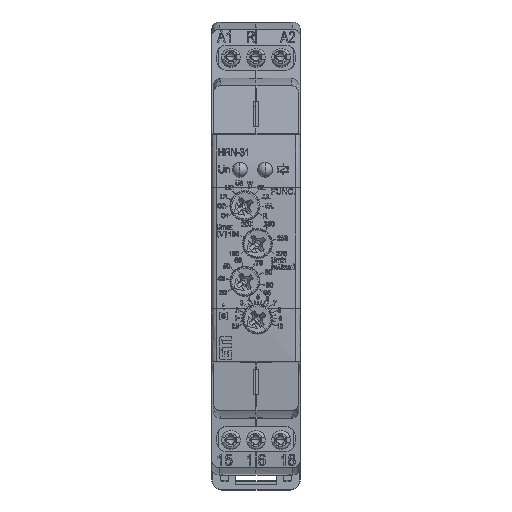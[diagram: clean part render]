
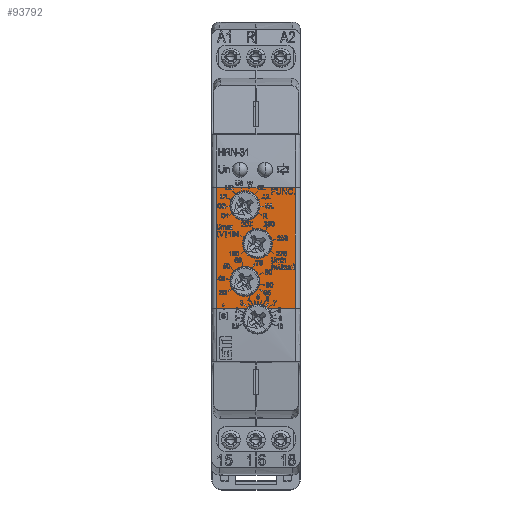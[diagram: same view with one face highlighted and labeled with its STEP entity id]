
A CAD part, top view. The second image highlights one B-rep face of the part: STEP entity #93792.
In plain terms, the highlighted planar face has unit normal (0, 0, 1).
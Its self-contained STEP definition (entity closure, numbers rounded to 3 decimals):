
#90325=CARTESIAN_POINT('',(2.407,-12.15,
32.466));
#90330=CARTESIAN_POINT('',(-1.807,-12.15,
32.466));
#91433=DIRECTION('',(0.,-1.,0.));
#91434=VECTOR('',#91433,24.);
#91435=CARTESIAN_POINT('',(7.8,11.85,32.466));
#91436=LINE('',#91435,#91434);
#91448=CARTESIAN_POINT('',(0.3,-14.25,
32.466));
#91449=DIRECTION('',(0.,0.,-1.));
#91450=DIRECTION('',(-0.708,0.706,0.));
#91451=AXIS2_PLACEMENT_3D('',#91448,#91449,#91450);
#91456=DIRECTION('',(1.,0.,0.));
#91457=VECTOR('',#91456,5.993);
#91458=CARTESIAN_POINT('',(-7.8,-12.15,
32.466));
#91459=LINE('',#91458,#91457);
#91463=DIRECTION('',(1.,0.,0.));
#91464=VECTOR('',#91463,5.393);
#91465=CARTESIAN_POINT('',(2.407,-12.15,
32.466));
#91466=LINE('',#91465,#91464);
#91470=CARTESIAN_POINT('',(0.3,-14.25,
32.466));
#91471=DIRECTION('',(0.,0.,-1.));
#91472=DIRECTION('',(0.,1.,0.));
#91473=AXIS2_PLACEMENT_3D('',#91470,#91471,#91472);
#91478=CARTESIAN_POINT('',(-2.2,-6.75,32.466));
#91479=DIRECTION('',(0.,0.,-1.));
#91480=DIRECTION('',(-1.,0.,0.));
#91481=AXIS2_PLACEMENT_3D('',#91478,#91479,#91480);
#91486=CARTESIAN_POINT('',(-2.2,-6.75,32.466));
#91487=DIRECTION('',(0.,0.,-1.));
#91488=DIRECTION('',(0.,-1.,0.));
#91489=AXIS2_PLACEMENT_3D('',#91486,#91487,#91488);
#91494=CARTESIAN_POINT('',(-2.2,-6.75,32.466));
#91495=DIRECTION('',(0.,0.,-1.));
#91496=DIRECTION('',(1.,0.,0.));
#91497=AXIS2_PLACEMENT_3D('',#91494,#91495,#91496);
#91502=CARTESIAN_POINT('',(-2.2,-6.75,32.466));
#91503=DIRECTION('',(0.,0.,-1.));
#91504=DIRECTION('',(0.,1.,0.));
#91505=AXIS2_PLACEMENT_3D('',#91502,#91503,#91504);
#91510=CARTESIAN_POINT('',(-2.2,8.25,32.466));
#91511=DIRECTION('',(0.,0.,-1.));
#91512=DIRECTION('',(-1.,0.,0.));
#91513=AXIS2_PLACEMENT_3D('',#91510,#91511,#91512);
#91518=CARTESIAN_POINT('',(-2.2,8.25,32.466));
#91519=DIRECTION('',(0.,0.,-1.));
#91520=DIRECTION('',(0.,-1.,0.));
#91521=AXIS2_PLACEMENT_3D('',#91518,#91519,#91520);
#91526=CARTESIAN_POINT('',(-2.2,8.25,32.466));
#91527=DIRECTION('',(0.,0.,-1.));
#91528=DIRECTION('',(1.,0.,0.));
#91529=AXIS2_PLACEMENT_3D('',#91526,#91527,#91528);
#91534=CARTESIAN_POINT('',(-2.2,8.25,32.466));
#91535=DIRECTION('',(0.,0.,-1.));
#91536=DIRECTION('',(0.,1.,0.));
#91537=AXIS2_PLACEMENT_3D('',#91534,#91535,#91536);
#91542=CARTESIAN_POINT('',(0.3,0.75,
32.466));
#91543=DIRECTION('',(0.,0.,-1.));
#91544=DIRECTION('',(1.,0.,0.));
#91545=AXIS2_PLACEMENT_3D('',#91542,#91543,#91544);
#91550=CARTESIAN_POINT('',(0.3,0.75,
32.466));
#91551=DIRECTION('',(0.,0.,-1.));
#91552=DIRECTION('',(0.,1.,0.));
#91553=AXIS2_PLACEMENT_3D('',#91550,#91551,#91552);
#91558=CARTESIAN_POINT('',(0.3,0.75,
32.466));
#91559=DIRECTION('',(0.,0.,-1.));
#91560=DIRECTION('',(-1.,0.,0.));
#91561=AXIS2_PLACEMENT_3D('',#91558,#91559,#91560);
#91566=CARTESIAN_POINT('',(0.3,0.75,
32.466));
#91567=DIRECTION('',(0.,0.,-1.));
#91568=DIRECTION('',(0.,-1.,0.));
#91569=AXIS2_PLACEMENT_3D('',#91566,#91567,#91568);
#91589=DIRECTION('',(0.,1.,0.));
#91590=VECTOR('',#91589,24.);
#91591=CARTESIAN_POINT('',(-7.8,-12.15,
32.466));
#91592=LINE('',#91591,#91590);
#91644=CARTESIAN_POINT('',(7.8,11.85,32.466));
#91656=DIRECTION('',(1.,0.,0.));
#91657=VECTOR('',#91656,15.6);
#91658=CARTESIAN_POINT('',(-7.8,11.85,
32.466));
#91659=LINE('',#91658,#91657);
#92444=CARTESIAN_POINT('',(-7.8,-12.15,
32.466));
#92445=VERTEX_POINT('',#92444);
#92446=CARTESIAN_POINT('',(-7.8,11.85,
32.466));
#92447=VERTEX_POINT('',#92446);
#92448=VERTEX_POINT('',#91644);
#92454=CARTESIAN_POINT('',(7.8,-12.15,
32.466));
#92455=VERTEX_POINT('',#92454);
#92459=VERTEX_POINT('',#90325);
#92462=VERTEX_POINT('',#90330);
#92481=CARTESIAN_POINT('',(0.3,-11.275,
32.466));
#92482=VERTEX_POINT('',#92481);
#92483=CARTESIAN_POINT('',(0.775,-6.75,
32.466));
#92484=CARTESIAN_POINT('',(-2.2,-9.725,32.466));
#92485=VERTEX_POINT('',#92483);
#92486=VERTEX_POINT('',#92484);
#92487=CARTESIAN_POINT('',(-5.175,-6.75,32.466));
#92488=VERTEX_POINT('',#92487);
#92489=CARTESIAN_POINT('',(-2.2,-3.775,32.466));
#92490=VERTEX_POINT('',#92489);
#92491=CARTESIAN_POINT('',(0.775,8.25,
32.466));
#92492=CARTESIAN_POINT('',(-2.2,5.275,32.466));
#92493=VERTEX_POINT('',#92491);
#92494=VERTEX_POINT('',#92492);
#92495=CARTESIAN_POINT('',(-5.175,8.25,32.466));
#92496=VERTEX_POINT('',#92495);
#92497=CARTESIAN_POINT('',(-2.2,11.225,32.466));
#92498=VERTEX_POINT('',#92497);
#92499=CARTESIAN_POINT('',(-2.675,0.75,32.466));
#92500=CARTESIAN_POINT('',(0.3,3.725,
32.466));
#92501=VERTEX_POINT('',#92499);
#92502=VERTEX_POINT('',#92500);
#92503=CARTESIAN_POINT('',(3.275,0.75,32.466));
#92504=VERTEX_POINT('',#92503);
#92505=CARTESIAN_POINT('',(0.3,-2.225,
32.466));
#92506=VERTEX_POINT('',#92505);
#93746=CARTESIAN_POINT('',(9.48,-14.67,
32.466));
#93747=DIRECTION('',(0.,0.,1.));
#93748=DIRECTION('',(1.,0.,0.));
#93749=AXIS2_PLACEMENT_3D('',#93746,#93747,#93748);
#93750=PLANE('',#93749);
#93751=ORIENTED_EDGE('',*,*,#92819,.F.);
#93752=ORIENTED_EDGE('',*,*,#92782,.F.);
#93754=ORIENTED_EDGE('',*,*,#93753,.T.);
#93756=ORIENTED_EDGE('',*,*,#93755,.T.);
#93757=ORIENTED_EDGE('',*,*,#93732,.T.);
#93758=ORIENTED_EDGE('',*,*,#92775,.F.);
#93759=ORIENTED_EDGE('',*,*,#92821,.F.);
#93760=EDGE_LOOP('',(#93751,#93752,#93754,#93756,#93757,#93758,#93759));
#93761=FACE_OUTER_BOUND('',#93760,.F.);
#93763=ORIENTED_EDGE('',*,*,#93762,.F.);
#93765=ORIENTED_EDGE('',*,*,#93764,.F.);
#93767=ORIENTED_EDGE('',*,*,#93766,.F.);
#93769=ORIENTED_EDGE('',*,*,#93768,.F.);
#93770=EDGE_LOOP('',(#93763,#93765,#93767,#93769));
#93771=FACE_BOUND('',#93770,.F.);
#93773=ORIENTED_EDGE('',*,*,#93772,.F.);
#93775=ORIENTED_EDGE('',*,*,#93774,.F.);
#93777=ORIENTED_EDGE('',*,*,#93776,.F.);
#93779=ORIENTED_EDGE('',*,*,#93778,.F.);
#93780=EDGE_LOOP('',(#93773,#93775,#93777,#93779));
#93781=FACE_BOUND('',#93780,.F.);
#93783=ORIENTED_EDGE('',*,*,#93782,.F.);
#93785=ORIENTED_EDGE('',*,*,#93784,.F.);
#93787=ORIENTED_EDGE('',*,*,#93786,.F.);
#93789=ORIENTED_EDGE('',*,*,#93788,.F.);
#93790=EDGE_LOOP('',(#93783,#93785,#93787,#93789));
#93791=FACE_BOUND('',#93790,.F.);
#91452=CIRCLE('',#91451,2.975);
#91474=CIRCLE('',#91473,2.975);
#91482=CIRCLE('',#91481,2.975);
#91490=CIRCLE('',#91489,2.975);
#91498=CIRCLE('',#91497,2.975);
#91506=CIRCLE('',#91505,2.975);
#91514=CIRCLE('',#91513,2.975);
#91522=CIRCLE('',#91521,2.975);
#91530=CIRCLE('',#91529,2.975);
#91538=CIRCLE('',#91537,2.975);
#91546=CIRCLE('',#91545,2.975);
#91554=CIRCLE('',#91553,2.975);
#91562=CIRCLE('',#91561,2.975);
#91570=CIRCLE('',#91569,2.975);
#92775=EDGE_CURVE('',#92459,#92455,#91466,.T.);
#92782=EDGE_CURVE('',#92445,#92462,#91459,.T.);
#92819=EDGE_CURVE('',#92462,#92482,#91452,.T.);
#92821=EDGE_CURVE('',#92482,#92459,#91474,.T.);
#93732=EDGE_CURVE('',#92448,#92455,#91436,.T.);
#93753=EDGE_CURVE('',#92445,#92447,#91592,.T.);
#93755=EDGE_CURVE('',#92447,#92448,#91659,.T.);
#93762=EDGE_CURVE('',#92488,#92490,#91482,.T.);
#93764=EDGE_CURVE('',#92486,#92488,#91490,.T.);
#93766=EDGE_CURVE('',#92485,#92486,#91498,.T.);
#93768=EDGE_CURVE('',#92490,#92485,#91506,.T.);
#93772=EDGE_CURVE('',#92496,#92498,#91514,.T.);
#93774=EDGE_CURVE('',#92494,#92496,#91522,.T.);
#93776=EDGE_CURVE('',#92493,#92494,#91530,.T.);
#93778=EDGE_CURVE('',#92498,#92493,#91538,.T.);
#93782=EDGE_CURVE('',#92504,#92506,#91546,.T.);
#93784=EDGE_CURVE('',#92502,#92504,#91554,.T.);
#93786=EDGE_CURVE('',#92501,#92502,#91562,.T.);
#93788=EDGE_CURVE('',#92506,#92501,#91570,.T.);
#93792=ADVANCED_FACE('',(#93761,#93771,#93781,#93791),#93750,.T.);
